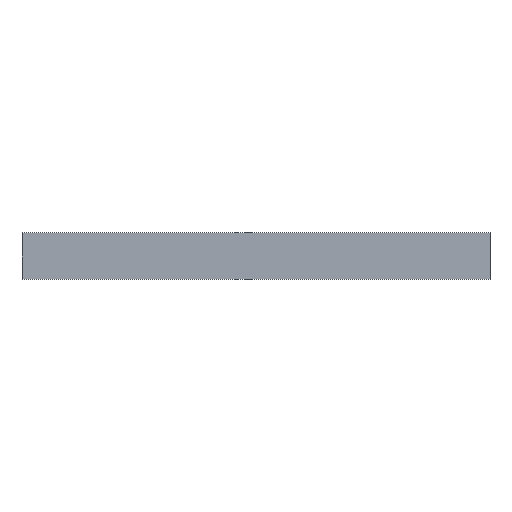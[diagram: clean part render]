
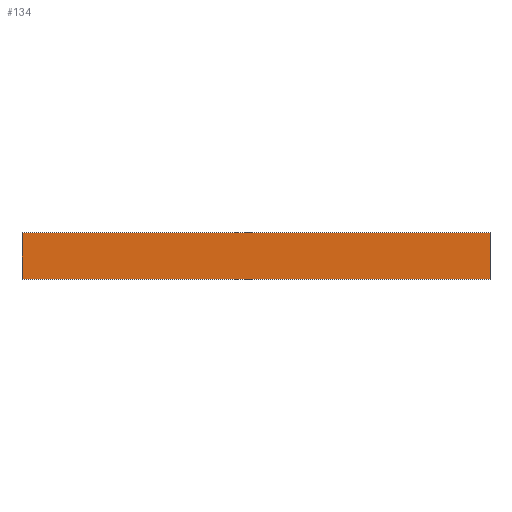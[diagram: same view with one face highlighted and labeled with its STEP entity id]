
A CAD part, top view. The second image highlights one B-rep face of the part: STEP entity #134.
In plain terms, the highlighted planar face has unit normal (0, 0, 1).
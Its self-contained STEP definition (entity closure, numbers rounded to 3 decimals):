
#13 = LINE ( 'NONE', #158, #207 ) ;
#15 = VERTEX_POINT ( 'NONE', #80 ) ;
#19 = FACE_OUTER_BOUND ( 'NONE', #131, .T. ) ;
#24 = DIRECTION ( 'NONE',  ( 1., 0., 0. ) ) ;
#25 = EDGE_CURVE ( 'NONE', #236, #171, #189, .T. ) ;
#26 = CARTESIAN_POINT ( 'NONE',  ( -63.5, -6.35, 0.05 ) ) ;
#30 = DIRECTION ( 'NONE',  ( -1., 0., 0. ) ) ;
#53 = PLANE ( 'NONE',  #130 ) ;
#59 = CARTESIAN_POINT ( 'NONE',  ( -63.5, -6.35, 0.05 ) ) ;
#60 = CARTESIAN_POINT ( 'NONE',  ( -63.5, 6.35, 0.05 ) ) ;
#61 = EDGE_CURVE ( 'NONE', #171, #232, #111, .T. ) ;
#80 = CARTESIAN_POINT ( 'NONE',  ( 63.5, -6.35, 0.05 ) ) ;
#90 = VECTOR ( 'NONE', #24, 1000. ) ;
#92 = EDGE_CURVE ( 'NONE', #232, #15, #143, .T. ) ;
#108 = CARTESIAN_POINT ( 'NONE',  ( -63.5, 6.35, 0.05 ) ) ;
#109 = DIRECTION ( 'NONE',  ( 0., 0., -1. ) ) ;
#111 = LINE ( 'NONE', #59, #192 ) ;
#130 = AXIS2_PLACEMENT_3D ( 'NONE', #217, #109, #30 ) ;
#131 = EDGE_LOOP ( 'NONE', ( #234, #183, #145, #219 ) ) ;
#134 = ADVANCED_FACE ( 'NONE', ( #19 ), #53, .F. ) ;
#143 = LINE ( 'NONE', #26, #90 ) ;
#145 = ORIENTED_EDGE ( 'NONE', *, *, #61, .T. ) ;
#158 = CARTESIAN_POINT ( 'NONE',  ( 63.5, -6.35, 0.05 ) ) ;
#166 = EDGE_CURVE ( 'NONE', #15, #236, #13, .T. ) ;
#171 = VERTEX_POINT ( 'NONE', #108 ) ;
#180 = CARTESIAN_POINT ( 'NONE',  ( 63.5, 6.35, 0.05 ) ) ;
#183 = ORIENTED_EDGE ( 'NONE', *, *, #25, .T. ) ;
#189 = LINE ( 'NONE', #60, #213 ) ;
#191 = DIRECTION ( 'NONE',  ( 0., -1., 0. ) ) ;
#192 = VECTOR ( 'NONE', #191, 1000. ) ;
#207 = VECTOR ( 'NONE', #233, 1000. ) ;
#210 = DIRECTION ( 'NONE',  ( -1., 0., 0. ) ) ;
#213 = VECTOR ( 'NONE', #210, 1000. ) ;
#217 = CARTESIAN_POINT ( 'NONE',  ( 0., 0., 0.05 ) ) ;
#219 = ORIENTED_EDGE ( 'NONE', *, *, #92, .T. ) ;
#229 = CARTESIAN_POINT ( 'NONE',  ( -63.5, -6.35, 0.05 ) ) ;
#232 = VERTEX_POINT ( 'NONE', #229 ) ;
#233 = DIRECTION ( 'NONE',  ( 0., 1., 0. ) ) ;
#234 = ORIENTED_EDGE ( 'NONE', *, *, #166, .T. ) ;
#236 = VERTEX_POINT ( 'NONE', #180 ) ;
